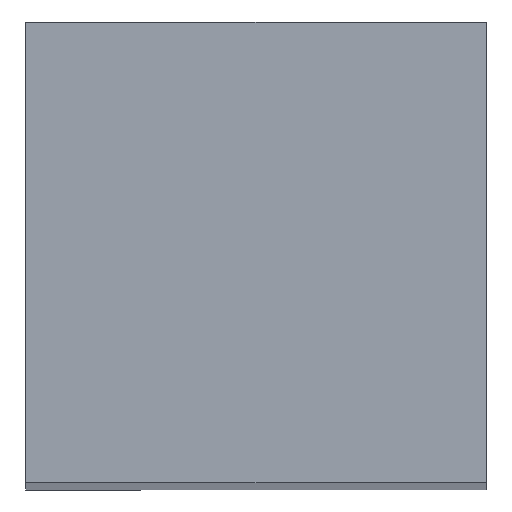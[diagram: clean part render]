
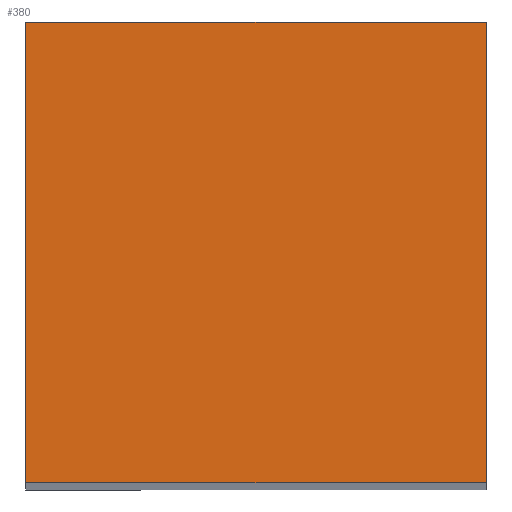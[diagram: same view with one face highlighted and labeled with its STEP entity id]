
A CAD part, top view. The second image highlights one B-rep face of the part: STEP entity #380.
In plain terms, the highlighted face is planar.
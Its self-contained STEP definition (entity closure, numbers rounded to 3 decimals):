
#303=CARTESIAN_POINT('',(0.,10.,3.));
#304=VERTEX_POINT('',#303);
#310=CARTESIAN_POINT('',(0.,0.,3.));
#311=DIRECTION('',(0.,1.,0.));
#312=VECTOR('',#311,10.);
#313=LINE('',#310,#312);
#314=CARTESIAN_POINT('',(0.,0.,3.));
#315=VERTEX_POINT('',#314);
#316=EDGE_CURVE('',#315,#304,#313,.T.);
#346=CARTESIAN_POINT('',(0.,4.6,-2.4));
#347=DIRECTION('',(-1.,0.,0.));
#348=DIRECTION('',(0.,0.,1.));
#349=AXIS2_PLACEMENT_3D('',#346,#347,#348);
#350=PLANE('',#349);
#351=ORIENTED_EDGE('Edge 317',*,*,#316,.F.);
#353=CARTESIAN_POINT('',(0.,10.,-7.));
#354=DIRECTION('',(0.,0.,1.));
#355=VECTOR('',#354,10.);
#356=LINE('',#353,#355);
#357=CARTESIAN_POINT('',(0.,10.,-7.));
#358=VERTEX_POINT('',#357);
#359=EDGE_CURVE('',#358,#304,#356,.T.);
#360=ORIENTED_EDGE('Edge 322',*,*,#359,.T.);
#362=CARTESIAN_POINT('',(0.,0.,-7.));
#363=DIRECTION('',(0.,1.,0.));
#364=VECTOR('',#363,10.);
#365=LINE('',#362,#364);
#366=CARTESIAN_POINT('',(0.,0.,-7.));
#367=VERTEX_POINT('',#366);
#368=EDGE_CURVE('',#367,#358,#365,.T.);
#369=ORIENTED_EDGE('Edge 327',*,*,#368,.T.);
#371=CARTESIAN_POINT('',(0.,0.,-7.));
#372=DIRECTION('',(0.,0.,1.));
#373=VECTOR('',#372,10.);
#374=LINE('',#371,#373);
#375=EDGE_CURVE('',#367,#315,#374,.T.);
#376=ORIENTED_EDGE('Edge 332',*,*,#375,.F.);
#378=EDGE_LOOP('',(#376,#369,#360,#351));
#379=FACE_OUTER_BOUND('Loop 333',#378,.T.);
#380=ADVANCED_FACE('Face 334',(#379),#350,.F.);
